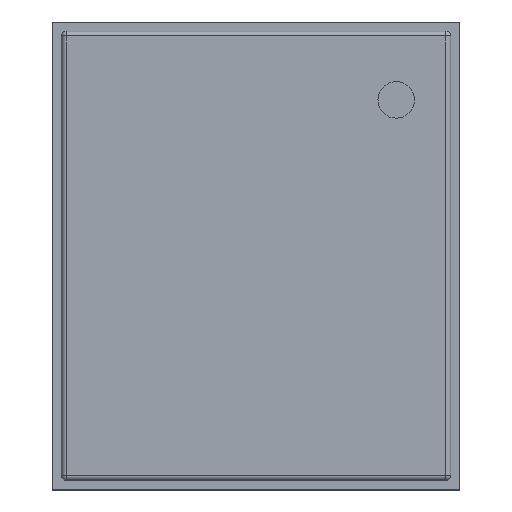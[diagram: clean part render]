
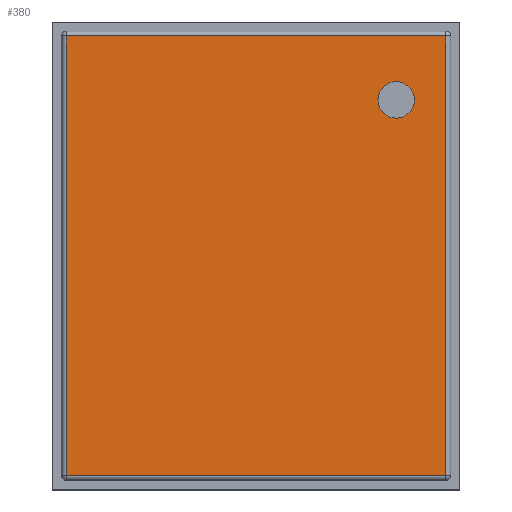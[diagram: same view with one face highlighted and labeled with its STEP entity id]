
A CAD part, top view. The second image highlights one B-rep face of the part: STEP entity #380.
In plain terms, the highlighted planar face has unit normal (0, 0, 1).
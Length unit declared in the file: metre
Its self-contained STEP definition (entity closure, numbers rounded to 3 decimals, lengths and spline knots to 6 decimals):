
#52=LINE('',#781,#84);
#53=LINE('',#784,#85);
#54=LINE('',#786,#86);
#55=LINE('',#788,#87);
#84=VECTOR('',#658,1.);
#85=VECTOR('',#659,1.);
#86=VECTOR('',#660,1.);
#87=VECTOR('',#661,1.);
#137=ORIENTED_EDGE('',*,*,#186,.F.);
#138=ORIENTED_EDGE('',*,*,#219,.T.);
#139=ORIENTED_EDGE('',*,*,#220,.T.);
#140=ORIENTED_EDGE('',*,*,#221,.T.);
#141=ORIENTED_EDGE('',*,*,#222,.T.);
#186=EDGE_CURVE('',#235,#235,#264,.T.);
#219=EDGE_CURVE('',#260,#261,#52,.T.);
#220=EDGE_CURVE('',#261,#262,#53,.F.);
#221=EDGE_CURVE('',#262,#263,#54,.F.);
#222=EDGE_CURVE('',#263,#260,#55,.T.);
#235=VERTEX_POINT('',#713);
#260=VERTEX_POINT('',#782);
#261=VERTEX_POINT('',#783);
#262=VERTEX_POINT('',#785);
#263=VERTEX_POINT('',#787);
#264=CIRCLE('',#554,0.000389);
#293=EDGE_LOOP('',(#137));
#294=EDGE_LOOP('',(#138,#139,#140,#141));
#319=FACE_BOUND('',#293,.T.);
#320=FACE_BOUND('',#294,.T.);
#344=PLANE('',#569);
#380=ADVANCED_FACE('',(#319,#320),#344,.T.);
#554=AXIS2_PLACEMENT_3D('',#712,#598,#599);
#569=AXIS2_PLACEMENT_3D('',#780,#656,#657);
#598=DIRECTION('',(0.,0.,1.));
#599=DIRECTION('',(1.,0.,0.));
#656=DIRECTION('',(0.,0.,1.));
#657=DIRECTION('',(1.,0.,0.));
#658=DIRECTION('',(0.,-1.,0.));
#659=DIRECTION('',(-1.,0.,0.));
#660=DIRECTION('',(0.,-1.,0.));
#661=DIRECTION('',(-1.,0.,0.));
#712=CARTESIAN_POINT('',(0.00299,0.003327,0.00094));
#713=CARTESIAN_POINT('',(0.003379,0.003327,0.00094));
#780=CARTESIAN_POINT('',(0.,0.,0.00094));
#781=CARTESIAN_POINT('',(-0.00405,-0.00479,0.00094));
#782=CARTESIAN_POINT('',(-0.00405,0.00469,0.00094));
#783=CARTESIAN_POINT('',(-0.00405,-0.00469,0.00094));
#784=CARTESIAN_POINT('',(0.,-0.00469,0.00094));
#785=CARTESIAN_POINT('',(0.00405,-0.00469,0.00094));
#786=CARTESIAN_POINT('',(0.00405,0.,0.00094));
#787=CARTESIAN_POINT('',(0.00405,0.00469,0.00094));
#788=CARTESIAN_POINT('',(-0.00415,0.00469,0.00094));
